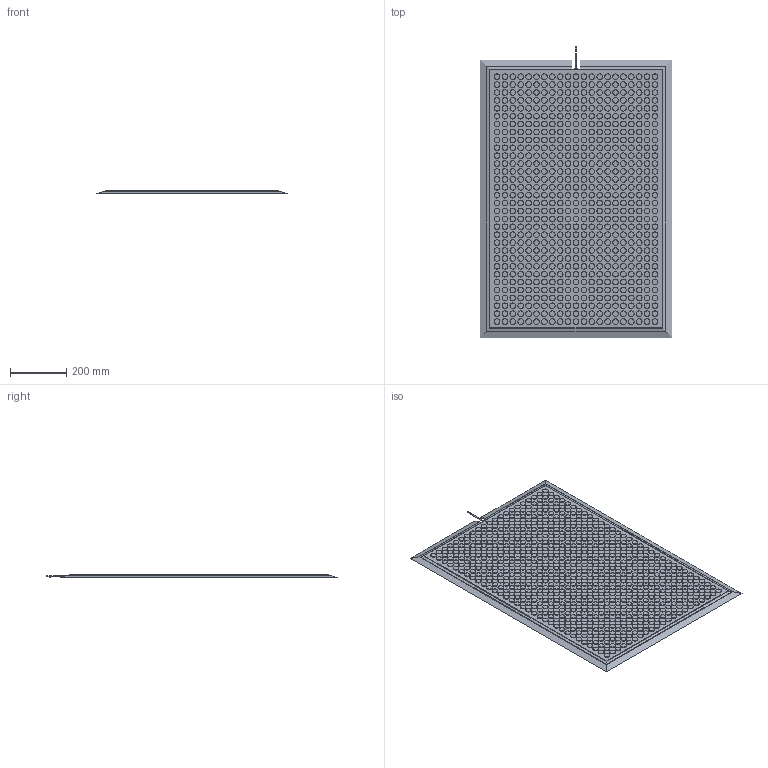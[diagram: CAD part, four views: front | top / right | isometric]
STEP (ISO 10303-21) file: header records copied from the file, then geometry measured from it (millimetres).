
FILE_DESCRIPTION (( 'STEP AP203' ), '1' );
FILE_NAME ('1602-5380_Default.step', '2022-02-03T14:46:48', ( 'Windows User' ), ( '' ), 'SwSTEP 2.0', 'SolidWorks 2021', '' );
FILE_SCHEMA (( 'CONFIG_CONTROL_DESIGN' ));
Length unit declared in the file: inch
Products named in the file (1): 1602-5380_Default
Bounding box: 679.6 x 1033.4 x 14 mm (x, y, z)
Volume: 7742480 mm3; surface area: 1464433.4 mm2
Topology: 3 solids, 3 shells, 2189 faces, 4453 edges, 2962 vertices
Faces by surface type: cylinder 1427, plane 730, bspline 32
Entity records: 59738 total; most frequent: DIRECTION 11655, CARTESIAN_POINT 10559, ORIENTED_EDGE 8906, AXIS2_PLACEMENT_3D 5074, EDGE_CURVE 4453, VERTEX_POINT 2962, CIRCLE 2916, EDGE_LOOP 2883
